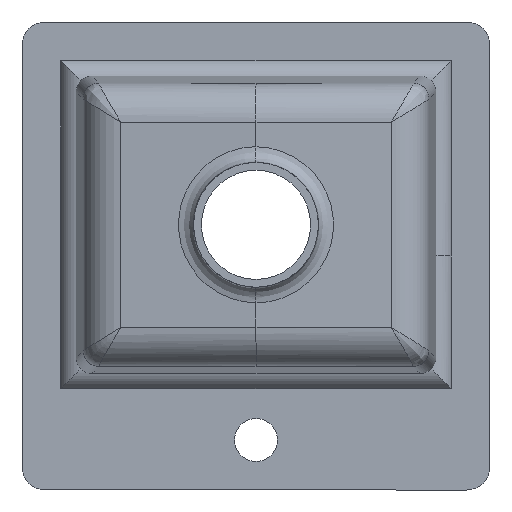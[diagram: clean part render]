
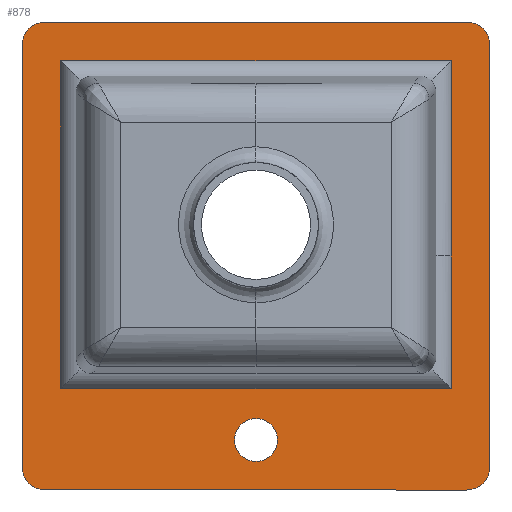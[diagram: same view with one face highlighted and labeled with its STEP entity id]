
A CAD part, front view. The second image highlights one B-rep face of the part: STEP entity #878.
In plain terms, the highlighted planar face has unit normal (0, -1, 0).
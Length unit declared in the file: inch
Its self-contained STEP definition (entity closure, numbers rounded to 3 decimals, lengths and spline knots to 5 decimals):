
#33 = CARTESIAN_POINT ( 'NONE',  ( -6.75, -0.25, 7.5 ) ) ;
#35 = DIRECTION ( 'NONE',  ( 0., 1., 0. ) ) ;
#42 = VECTOR ( 'NONE', #3142, 39.37008 ) ;
#62 = CARTESIAN_POINT ( 'NONE',  ( -6.75, -0.25, -6.75 ) ) ;
#107 = DIRECTION ( 'NONE',  ( 0., 1., 0. ) ) ;
#124 = CARTESIAN_POINT ( 'NONE',  ( -6.25635, -0.25, -4.25635 ) ) ;
#152 = AXIS2_PLACEMENT_3D ( 'NONE', #2056, #4648, #2079 ) ;
#192 = AXIS2_PLACEMENT_3D ( 'NONE', #62, #4444, #2663 ) ;
#239 = EDGE_CURVE ( 'NONE', #3601, #2136, #3442, .T. ) ;
#318 = PLANE ( 'NONE',  #152 ) ;
#363 = CARTESIAN_POINT ( 'NONE',  ( -6.25635, -0.25, 6.37104 ) ) ;
#435 = CIRCLE ( 'NONE', #2286, 0.6875 ) ;
#456 = VECTOR ( 'NONE', #4496, 39.37008 ) ;
#464 = LINE ( 'NONE', #363, #2629 ) ;
#478 = LINE ( 'NONE', #3467, #3113 ) ;
#604 = ORIENTED_EDGE ( 'NONE', *, *, #3495, .T. ) ;
#644 = VECTOR ( 'NONE', #1654, 39.37008 ) ;
#731 = VECTOR ( 'NONE', #801, 39.37008 ) ;
#785 = CARTESIAN_POINT ( 'NONE',  ( -6.75, -0.25, -7.5 ) ) ;
#801 = DIRECTION ( 'NONE',  ( 0., 0., -1. ) ) ;
#809 = AXIS2_PLACEMENT_3D ( 'NONE', #3488, #4627, #2084 ) ;
#814 = CARTESIAN_POINT ( 'NONE',  ( -6.75, -0.25, -7.5 ) ) ;
#834 = LINE ( 'NONE', #3023, #456 ) ;
#878 = ADVANCED_FACE ( 'NONE', ( #4672, #2480, #1385 ), #318, .F. ) ;
#895 = VECTOR ( 'NONE', #4749, 39.37008 ) ;
#907 = CARTESIAN_POINT ( 'NONE',  ( 6.75, -0.25, -7.5 ) ) ;
#919 = EDGE_LOOP ( 'NONE', ( #1830, #2246, #3157, #2768, #604 ) ) ;
#968 = ORIENTED_EDGE ( 'NONE', *, *, #3851, .T. ) ;
#997 = VERTEX_POINT ( 'NONE', #2640 ) ;
#1116 = CIRCLE ( 'NONE', #1346, 0.75 ) ;
#1155 = CARTESIAN_POINT ( 'NONE',  ( 7.5, -0.25, -6.75 ) ) ;
#1174 = CARTESIAN_POINT ( 'NONE',  ( 6.75, -0.25, -6.75 ) ) ;
#1191 = EDGE_CURVE ( 'NONE', #2440, #2088, #4680, .T. ) ;
#1241 = VERTEX_POINT ( 'NONE', #3500 ) ;
#1242 = ORIENTED_EDGE ( 'NONE', *, *, #1767, .F. ) ;
#1284 = VERTEX_POINT ( 'NONE', #2097 ) ;
#1301 = VECTOR ( 'NONE', #2120, 39.37008 ) ;
#1318 = EDGE_CURVE ( 'NONE', #3931, #1284, #4693, .T. ) ;
#1346 = AXIS2_PLACEMENT_3D ( 'NONE', #1174, #107, #2974 ) ;
#1373 = CARTESIAN_POINT ( 'NONE',  ( 0., -0.25, -6.5875 ) ) ;
#1385 = FACE_OUTER_BOUND ( 'NONE', #2792, .T. ) ;
#1409 = VERTEX_POINT ( 'NONE', #124 ) ;
#1518 = CIRCLE ( 'NONE', #2289, 0.75 ) ;
#1628 = DIRECTION ( 'NONE',  ( 0., 1., 0. ) ) ;
#1632 = DIRECTION ( 'NONE',  ( 0., 0., 1. ) ) ;
#1654 = DIRECTION ( 'NONE',  ( 0., 0., -1. ) ) ;
#1665 = ORIENTED_EDGE ( 'NONE', *, *, #4479, .T. ) ;
#1767 = EDGE_CURVE ( 'NONE', #4099, #3601, #2959, .T. ) ;
#1830 = ORIENTED_EDGE ( 'NONE', *, *, #2091, .T. ) ;
#1882 = DIRECTION ( 'NONE',  ( 0., 0., 1. ) ) ;
#2049 = EDGE_CURVE ( 'NONE', #3844, #4099, #1116, .T. ) ;
#2056 = CARTESIAN_POINT ( 'NONE',  ( -6.75, -0.25, 6.75 ) ) ;
#2079 = DIRECTION ( 'NONE',  ( 0., 0., 1. ) ) ;
#2084 = DIRECTION ( 'NONE',  ( 0., 0., 1. ) ) ;
#2088 = VERTEX_POINT ( 'NONE', #33 ) ;
#2091 = EDGE_CURVE ( 'NONE', #2470, #4621, #2585, .T. ) ;
#2097 = CARTESIAN_POINT ( 'NONE',  ( 6.25635, -0.25, 6.25635 ) ) ;
#2118 = CARTESIAN_POINT ( 'NONE',  ( 6.25635, -0.25, 0. ) ) ;
#2120 = DIRECTION ( 'NONE',  ( 1., 0., 0. ) ) ;
#2127 = CARTESIAN_POINT ( 'NONE',  ( 6.25635, -0.25, -4.25635 ) ) ;
#2136 = VERTEX_POINT ( 'NONE', #2662 ) ;
#2164 = CARTESIAN_POINT ( 'NONE',  ( -7.5, -0.25, 6.75 ) ) ;
#2246 = ORIENTED_EDGE ( 'NONE', *, *, #3115, .T. ) ;
#2286 = AXIS2_PLACEMENT_3D ( 'NONE', #4035, #35, #2875 ) ;
#2289 = AXIS2_PLACEMENT_3D ( 'NONE', #4544, #1628, #3004 ) ;
#2440 = VERTEX_POINT ( 'NONE', #2164 ) ;
#2459 = VERTEX_POINT ( 'NONE', #3925 ) ;
#2465 = LINE ( 'NONE', #4707, #644 ) ;
#2470 = VERTEX_POINT ( 'NONE', #2118 ) ;
#2480 = FACE_BOUND ( 'NONE', #919, .T. ) ;
#2546 = EDGE_CURVE ( 'NONE', #1409, #3931, #464, .T. ) ;
#2585 = LINE ( 'NONE', #3311, #731 ) ;
#2629 = VECTOR ( 'NONE', #1882, 39.37008 ) ;
#2640 = CARTESIAN_POINT ( 'NONE',  ( 7.5, -0.25, 6.75 ) ) ;
#2662 = CARTESIAN_POINT ( 'NONE',  ( -7.5, -0.25, -6.75 ) ) ;
#2663 = DIRECTION ( 'NONE',  ( 0., 0., 1. ) ) ;
#2768 = ORIENTED_EDGE ( 'NONE', *, *, #1318, .T. ) ;
#2773 = VERTEX_POINT ( 'NONE', #1373 ) ;
#2786 = ORIENTED_EDGE ( 'NONE', *, *, #239, .F. ) ;
#2792 = EDGE_LOOP ( 'NONE', ( #3747, #4167, #2786, #1242, #3169, #3017, #3884, #3923 ) ) ;
#2875 = DIRECTION ( 'NONE',  ( 0., 0., 1. ) ) ;
#2883 = CIRCLE ( 'NONE', #809, 0.6875 ) ;
#2959 = LINE ( 'NONE', #785, #4430 ) ;
#2974 = DIRECTION ( 'NONE',  ( 0., 0., 1. ) ) ;
#3004 = DIRECTION ( 'NONE',  ( 0., 0., -1. ) ) ;
#3017 = ORIENTED_EDGE ( 'NONE', *, *, #4598, .F. ) ;
#3022 = DIRECTION ( 'NONE',  ( 0., 1., 0. ) ) ;
#3023 = CARTESIAN_POINT ( 'NONE',  ( -6.37104, -0.25, -4.25635 ) ) ;
#3113 = VECTOR ( 'NONE', #1632, 39.37008 ) ;
#3115 = EDGE_CURVE ( 'NONE', #4621, #1409, #834, .T. ) ;
#3142 = DIRECTION ( 'NONE',  ( 1., 0., 0. ) ) ;
#3157 = ORIENTED_EDGE ( 'NONE', *, *, #2546, .T. ) ;
#3163 = CARTESIAN_POINT ( 'NONE',  ( 7.5, -0.25, -6.75 ) ) ;
#3169 = ORIENTED_EDGE ( 'NONE', *, *, #2049, .F. ) ;
#3186 = LINE ( 'NONE', #4610, #42 ) ;
#3304 = AXIS2_PLACEMENT_3D ( 'NONE', #4541, #3022, #4495 ) ;
#3311 = CARTESIAN_POINT ( 'NONE',  ( 6.25635, -0.25, -4.37104 ) ) ;
#3442 = CIRCLE ( 'NONE', #192, 0.75 ) ;
#3467 = CARTESIAN_POINT ( 'NONE',  ( -7.5, -0.25, -6.75 ) ) ;
#3488 = CARTESIAN_POINT ( 'NONE',  ( 0., -0.25, -5.9 ) ) ;
#3495 = EDGE_CURVE ( 'NONE', #1284, #2470, #2465, .T. ) ;
#3500 = CARTESIAN_POINT ( 'NONE',  ( 0., -0.25, -5.2125 ) ) ;
#3557 = EDGE_CURVE ( 'NONE', #2136, #2440, #478, .T. ) ;
#3594 = EDGE_LOOP ( 'NONE', ( #968, #1665 ) ) ;
#3601 = VERTEX_POINT ( 'NONE', #814 ) ;
#3629 = LINE ( 'NONE', #1155, #895 ) ;
#3654 = CARTESIAN_POINT ( 'NONE',  ( -6.25635, -0.25, 6.25635 ) ) ;
#3662 = EDGE_CURVE ( 'NONE', #2088, #2459, #3186, .T. ) ;
#3747 = ORIENTED_EDGE ( 'NONE', *, *, #1191, .F. ) ;
#3844 = VERTEX_POINT ( 'NONE', #3163 ) ;
#3851 = EDGE_CURVE ( 'NONE', #1241, #2773, #2883, .T. ) ;
#3884 = ORIENTED_EDGE ( 'NONE', *, *, #3947, .F. ) ;
#3923 = ORIENTED_EDGE ( 'NONE', *, *, #3662, .F. ) ;
#3925 = CARTESIAN_POINT ( 'NONE',  ( 6.75, -0.25, 7.5 ) ) ;
#3931 = VERTEX_POINT ( 'NONE', #3654 ) ;
#3947 = EDGE_CURVE ( 'NONE', #2459, #997, #1518, .T. ) ;
#4035 = CARTESIAN_POINT ( 'NONE',  ( 0., -0.25, -5.9 ) ) ;
#4099 = VERTEX_POINT ( 'NONE', #907 ) ;
#4167 = ORIENTED_EDGE ( 'NONE', *, *, #3557, .F. ) ;
#4411 = CARTESIAN_POINT ( 'NONE',  ( 6.37104, -0.25, 6.25635 ) ) ;
#4427 = DIRECTION ( 'NONE',  ( -1., 0., 0. ) ) ;
#4430 = VECTOR ( 'NONE', #4427, 39.37008 ) ;
#4444 = DIRECTION ( 'NONE',  ( 0., 1., 0. ) ) ;
#4479 = EDGE_CURVE ( 'NONE', #2773, #1241, #435, .T. ) ;
#4495 = DIRECTION ( 'NONE',  ( 0., 0., 1. ) ) ;
#4496 = DIRECTION ( 'NONE',  ( -1., 0., 0. ) ) ;
#4541 = CARTESIAN_POINT ( 'NONE',  ( -6.75, -0.25, 6.75 ) ) ;
#4544 = CARTESIAN_POINT ( 'NONE',  ( 6.75, -0.25, 6.75 ) ) ;
#4598 = EDGE_CURVE ( 'NONE', #997, #3844, #3629, .T. ) ;
#4610 = CARTESIAN_POINT ( 'NONE',  ( -6.75, -0.25, 7.5 ) ) ;
#4621 = VERTEX_POINT ( 'NONE', #2127 ) ;
#4627 = DIRECTION ( 'NONE',  ( 0., 1., 0. ) ) ;
#4648 = DIRECTION ( 'NONE',  ( 0., 1., 0. ) ) ;
#4672 = FACE_BOUND ( 'NONE', #3594, .T. ) ;
#4680 = CIRCLE ( 'NONE', #3304, 0.75 ) ;
#4693 = LINE ( 'NONE', #4411, #1301 ) ;
#4707 = CARTESIAN_POINT ( 'NONE',  ( 6.25635, -0.25, 0. ) ) ;
#4749 = DIRECTION ( 'NONE',  ( 0., 0., -1. ) ) ;
